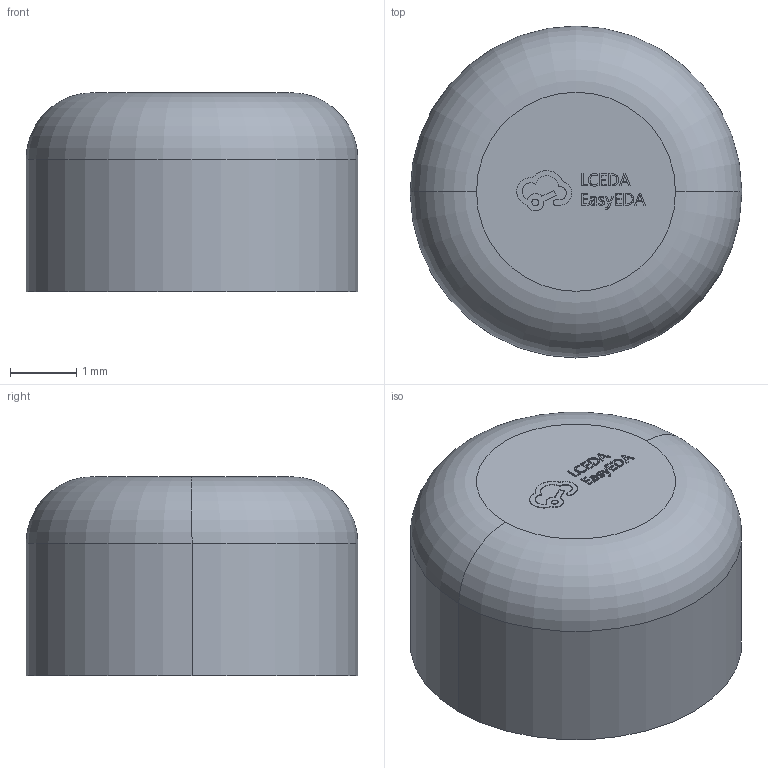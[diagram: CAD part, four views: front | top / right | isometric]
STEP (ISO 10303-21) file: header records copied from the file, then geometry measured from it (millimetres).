
FILE_DESCRIPTION (( 'STEP AP214' ), '1' );
FILE_NAME ('BAT-SMD_BD5.0-L5.0-W5.0.STEP', '2023-07-20T10:31:45', ( '' ), ( '' ), 'SwSTEP 2.0', 'SolidWorks 2020', '' );
FILE_SCHEMA (( 'AUTOMOTIVE_DESIGN' ));
Length unit declared in the file: millimetre
Products named in the file (1): BAT-SMD_BD5.0-L5.0-W5.0
Bounding box: 5 x 5 x 3.01 mm (x, y, z)
Volume: 55.8 mm3; surface area: 79.4 mm2
Topology: 1 solids, 1 shells, 230 faces, 625 edges, 416 vertices
Faces by surface type: plane 128, bspline 98, torus 2, cylinder 2
Entity records: 10277 total; most frequent: CARTESIAN_POINT 2578, ORIENTED_EDGE 1250, DIRECTION 699, EDGE_CURVE 625, LINE 417, VECTOR 417, VERTEX_POINT 416, EDGE_LOOP 249
